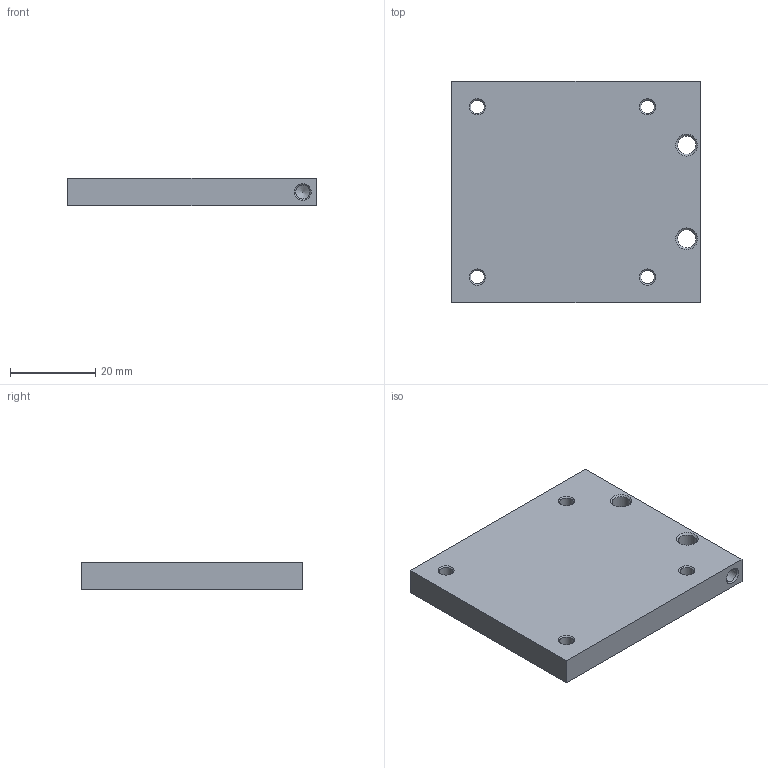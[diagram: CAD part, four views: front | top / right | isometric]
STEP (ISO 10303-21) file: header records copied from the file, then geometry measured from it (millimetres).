
FILE_DESCRIPTION(/* description */ (''),/* implementation_level */ '2;1');
FILE_NAME(/* name */ 'Hokuyo Bottom.stp',/* time_stamp */ '2020-09-25T20:12:01-05:00',/* author */ (''),/* organization */ (''),/* preprocessor_version */ 'ST-DEVELOPER v16',/* originating_system */ 'SIEMENS PLM Software NX 10.0',/* authorisation */ '');
FILE_SCHEMA (('CONFIG_CONTROL_DESIGN'));
Length unit declared in the file: millimetre
Products named in the file (1): Hokuyo Bottom
Bounding box: 58.35 x 52 x 6.35 mm (x, y, z)
Volume: 18528.7 mm3; surface area: 7860.1 mm2
Topology: 1 solids, 1 shells, 30 faces, 77 edges, 47 vertices
Faces by surface type: cone 16, cylinder 8, plane 6
Full cylindrical faces by diameter (mm): 3.2 x4, 3.3 x2, 4.3 x2
Entity records: 846 total; most frequent: DIRECTION 136, CARTESIAN_POINT 129, ORIENTED_EDGE 92, FACE_BOUND 64, EDGE_LOOP 64, AXIS2_PLACEMENT_3D 61, EDGE_CURVE 46, VERTEX_POINT 42
